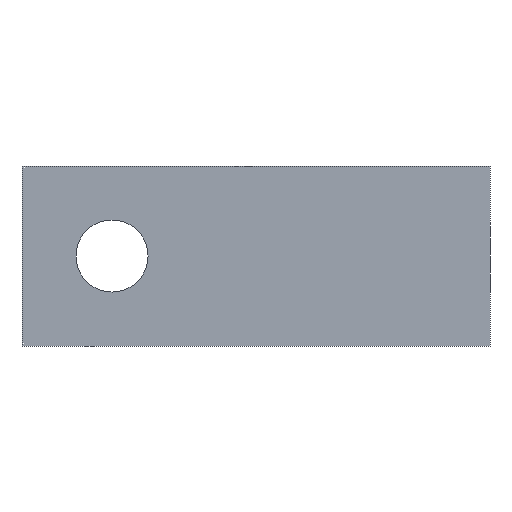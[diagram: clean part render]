
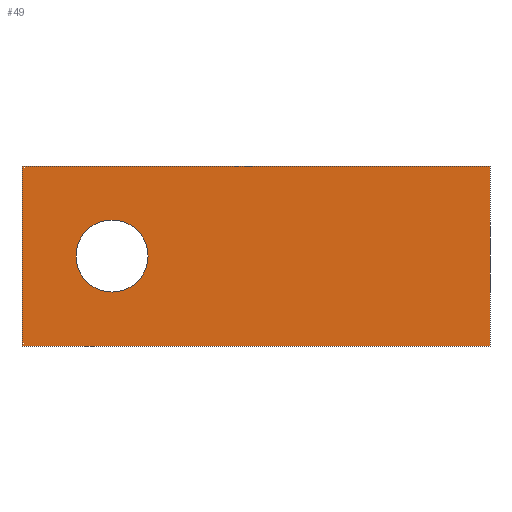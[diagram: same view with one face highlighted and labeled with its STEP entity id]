
A CAD part, front view. The second image highlights one B-rep face of the part: STEP entity #49.
In plain terms, the highlighted planar face has unit normal (0, -1, 0).
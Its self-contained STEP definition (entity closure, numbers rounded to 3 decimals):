
#49=ADVANCED_FACE('',(#73,#75),#77,.T.);
#73=FACE_BOUND('',#74,.T.);
#74=EDGE_LOOP('',(#197,#198,#199,#200));
#75=FACE_BOUND('',#76,.T.);
#76=EDGE_LOOP('',(#201));
#77=PLANE('',#78);
#78=AXIS2_PLACEMENT_3D('',#79,#80,#81);
#79=CARTESIAN_POINT('',(-8.,-8.,0.));
#80=DIRECTION('',(0.,-1.,0.));
#81=DIRECTION('',(1.,0.,0.));
#197=ORIENTED_EDGE('',*,*,#277,.T.);
#198=ORIENTED_EDGE('',*,*,#278,.T.);
#199=ORIENTED_EDGE('',*,*,#279,.F.);
#200=ORIENTED_EDGE('',*,*,#280,.F.);
#201=ORIENTED_EDGE('',*,*,#281,.T.);
#277=EDGE_CURVE('',#322,#323,#324,.T.);
#278=EDGE_CURVE('',#323,#325,#326,.T.);
#279=EDGE_CURVE('',#327,#325,#328,.T.);
#280=EDGE_CURVE('',#322,#327,#329,.T.);
#281=EDGE_CURVE('',#330,#330,#331,.F.);
#322=VERTEX_POINT('',#401);
#323=VERTEX_POINT('',#402);
#324=LINE('',#403,#404);
#325=VERTEX_POINT('',#406);
#326=LINE('',#407,#408);
#327=VERTEX_POINT('',#410);
#328=LINE('',#411,#412);
#329=LINE('',#414,#415);
#330=VERTEX_POINT('',#417);
#331=CIRCLE('',#418,2.);
#401=CARTESIAN_POINT('',(-18.,-8.,0.));
#402=CARTESIAN_POINT('',(8.,-8.,0.));
#403=CARTESIAN_POINT('',(-18.,-8.,0.));
#404=VECTOR('',#405,1.);
#405=DIRECTION('',(1.,0.,0.));
#406=CARTESIAN_POINT('',(8.,-8.,10.));
#407=CARTESIAN_POINT('',(8.,-8.,0.));
#408=VECTOR('',#409,1.);
#409=DIRECTION('',(0.,0.,1.));
#410=CARTESIAN_POINT('',(-18.,-8.,10.));
#411=CARTESIAN_POINT('',(-18.,-8.,10.));
#412=VECTOR('',#413,1.);
#413=DIRECTION('',(1.,0.,0.));
#414=CARTESIAN_POINT('',(-18.,-8.,0.));
#415=VECTOR('',#416,1.);
#416=DIRECTION('',(0.,0.,1.));
#417=CARTESIAN_POINT('',(-13.,-8.,3.));
#418=AXIS2_PLACEMENT_3D('',#419,#420,#421);
#419=CARTESIAN_POINT('',(-13.,-8.,5.));
#420=DIRECTION('',(0.,-1.,0.));
#421=DIRECTION('',(0.,0.,-1.));
